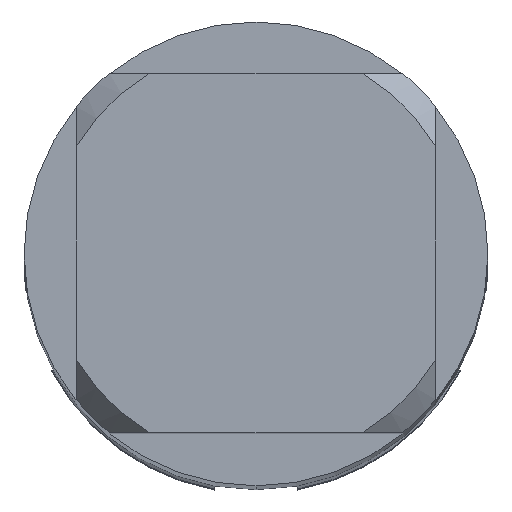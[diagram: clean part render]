
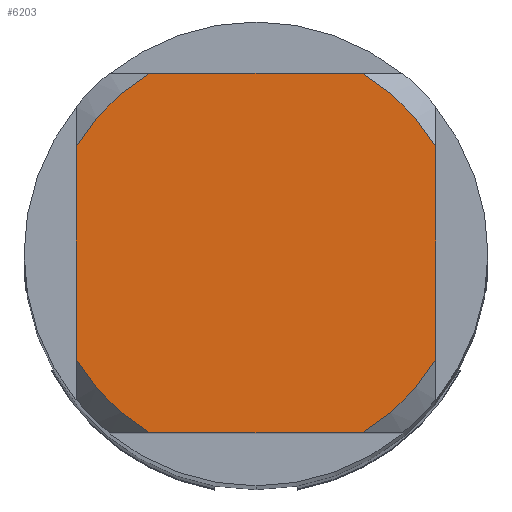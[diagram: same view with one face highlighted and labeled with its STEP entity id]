
A CAD part, top view. The second image highlights one B-rep face of the part: STEP entity #6203.
In plain terms, the highlighted planar face has unit normal (0, 0, 1).
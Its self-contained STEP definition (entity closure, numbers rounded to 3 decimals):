
#3001=EDGE_CURVE('',#6001,#6285,#8120,.T.);
#4043=EDGE_CURVE('',#4067,#5717,#9261,.T.);
#4067=VERTEX_POINT('',#9288);
#4329=VERTEX_POINT('',#9573);
#4937=VERTEX_POINT('',#10244);
#5657=EDGE_CURVE('',#6001,#4937,#11019,.T.);
#5717=VERTEX_POINT('',#11080);
#6001=VERTEX_POINT('',#11388);
#6131=EDGE_CURVE('',#7523,#4937,#11527,.T.);
#6203=ADVANCED_FACE('',(#11605),#11606,.T.);
#6285=VERTEX_POINT('',#11695);
#6351=EDGE_CURVE('',#4067,#6733,#11766,.T.);
#6461=EDGE_CURVE('',#4329,#6733,#11885,.T.);
#6733=VERTEX_POINT('',#12180);
#6749=EDGE_CURVE('',#4329,#6285,#12198,.T.);
#7523=VERTEX_POINT('',#13039);
#7589=EDGE_CURVE('',#7523,#5717,#13113,.T.);
#8120=CIRCLE('',#14007,3.6);
#9261=CIRCLE('',#15987,3.6);
#9288=CARTESIAN_POINT('',(1.83,3.1,0.0));
#9573=CARTESIAN_POINT('',(-3.1,1.83,0.0));
#10244=CARTESIAN_POINT('',(1.83,-3.1,0.0));
#11019=LINE('',#19136,#19137);
#11080=CARTESIAN_POINT('',(3.1,1.83,0.0));
#11388=CARTESIAN_POINT('',(-1.83,-3.1,0.0));
#11527=CIRCLE('',#20121,3.6);
#11605=FACE_OUTER_BOUND('',#20292,.T.);
#11606=PLANE('',#20293);
#11695=CARTESIAN_POINT('',(-3.1,-1.83,0.0));
#11766=LINE('',#20568,#20569);
#11885=CIRCLE('',#20783,3.6);
#12180=CARTESIAN_POINT('',(-1.83,3.1,0.0));
#12198=LINE('',#21350,#21351);
#13039=CARTESIAN_POINT('',(3.1,-1.83,0.0));
#13113=LINE('',#23018,#23019);
#14007=AXIS2_PLACEMENT_3D('',#23626,#23627,#23628);
#15987=AXIS2_PLACEMENT_3D('',#25045,#25046,#25047);
#19136=CARTESIAN_POINT('',(0.0,-3.1,0.0));
#19137=VECTOR('',#26848,1.0);
#20121=AXIS2_PLACEMENT_3D('',#27390,#27391,#27392);
#20292=EDGE_LOOP('',(#27484,#27485,#27486,#27487,#27488,#27489,#27490,#27491));
#20293=AXIS2_PLACEMENT_3D('',#27492,#27493,#27494);
#20568=CARTESIAN_POINT('',(0.0,3.1,0.0));
#20569=VECTOR('',#27651,1.0);
#20783=AXIS2_PLACEMENT_3D('',#27770,#27771,#27772);
#21350=CARTESIAN_POINT('',(-3.1,0.9,0.0));
#21351=VECTOR('',#28153,1.0);
#23018=CARTESIAN_POINT('',(3.1,0.9,0.0));
#23019=VECTOR('',#29119,1.0);
#23626=CARTESIAN_POINT('',(0.0,0.0,0.0));
#23627=DIRECTION('',(0.0,0.0,-1.0));
#23628=DIRECTION('',(0.0,1.0,0.0));
#25045=CARTESIAN_POINT('',(0.0,0.0,0.0));
#25046=DIRECTION('',(0.0,0.0,-1.0));
#25047=DIRECTION('',(0.0,1.0,0.0));
#26848=DIRECTION('',(1.0,0.0,0.0));
#27390=CARTESIAN_POINT('',(0.0,0.0,0.0));
#27391=DIRECTION('',(0.0,0.0,-1.0));
#27392=DIRECTION('',(0.0,1.0,0.0));
#27484=ORIENTED_EDGE('',*,*,#6749,.T.);
#27485=ORIENTED_EDGE('',*,*,#3001,.F.);
#27486=ORIENTED_EDGE('',*,*,#5657,.T.);
#27487=ORIENTED_EDGE('',*,*,#6131,.F.);
#27488=ORIENTED_EDGE('',*,*,#7589,.T.);
#27489=ORIENTED_EDGE('',*,*,#4043,.F.);
#27490=ORIENTED_EDGE('',*,*,#6351,.T.);
#27491=ORIENTED_EDGE('',*,*,#6461,.F.);
#27492=CARTESIAN_POINT('',(0.0,1.8,0.0));
#27493=DIRECTION('',(-0.0,0.0,1.0));
#27494=DIRECTION('',(0.0,-1.0,0.0));
#27651=DIRECTION('',(-1.0,0.0,0.0));
#27770=CARTESIAN_POINT('',(0.0,0.0,0.0));
#27771=DIRECTION('',(0.0,0.0,-1.0));
#27772=DIRECTION('',(0.0,1.0,0.0));
#28153=DIRECTION('',(-0.0,-1.0,0.0));
#29119=DIRECTION('',(-0.0,1.0,0.0));
